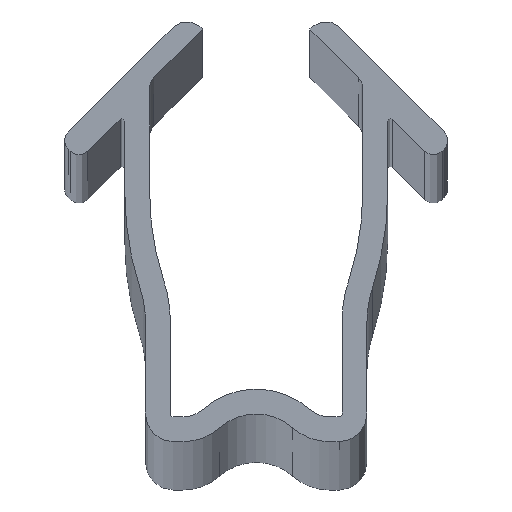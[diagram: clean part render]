
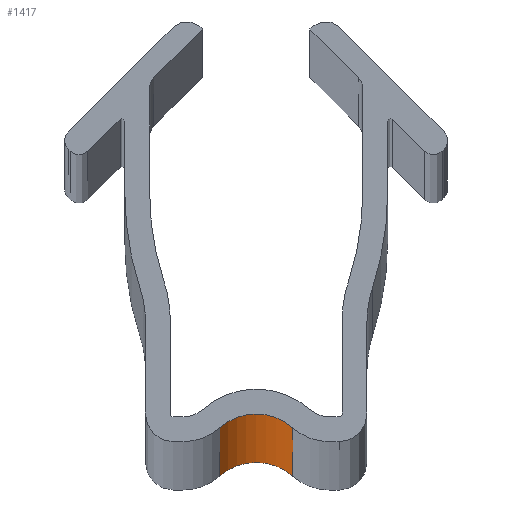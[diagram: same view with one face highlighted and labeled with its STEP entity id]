
A CAD part, top view. The second image highlights one B-rep face of the part: STEP entity #1417.
In plain terms, the highlighted cylindrical face has radius 2 mm (diameter 4 mm), a partial arc.
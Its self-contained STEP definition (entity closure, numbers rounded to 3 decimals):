
#141 = DIRECTION ( 'NONE',  ( 0., 0., -1. ) ) ;
#165 = VECTOR ( 'NONE', #1683, 1000. ) ;
#235 = ORIENTED_EDGE ( 'NONE', *, *, #1801, .F. ) ;
#248 = FACE_OUTER_BOUND ( 'NONE', #362, .T. ) ;
#254 = AXIS2_PLACEMENT_3D ( 'NONE', #994, #421, #1589 ) ;
#301 = ORIENTED_EDGE ( 'NONE', *, *, #428, .F. ) ;
#317 = CARTESIAN_POINT ( 'NONE',  ( 1.323, 0.5, -1000. ) ) ;
#359 = CARTESIAN_POINT ( 'NONE',  ( 0., -1., 0. ) ) ;
#360 = LINE ( 'NONE', #703, #494 ) ;
#362 = EDGE_LOOP ( 'NONE', ( #1084, #709, #301, #235 ) ) ;
#419 = EDGE_CURVE ( 'NONE', #657, #473, #360, .T. ) ;
#421 = DIRECTION ( 'NONE',  ( 0., 0., -1. ) ) ;
#428 = EDGE_CURVE ( 'NONE', #1312, #1501, #705, .T. ) ;
#473 = VERTEX_POINT ( 'NONE', #570 ) ;
#494 = VECTOR ( 'NONE', #845, 1000. ) ;
#526 = EDGE_CURVE ( 'NONE', #657, #1501, #542, .T. ) ;
#542 = CIRCLE ( 'NONE', #254, 2. ) ;
#570 = CARTESIAN_POINT ( 'NONE',  ( -1.323, 0.5, 0. ) ) ;
#657 = VERTEX_POINT ( 'NONE', #1595 ) ;
#703 = CARTESIAN_POINT ( 'NONE',  ( -1.323, 0.5, -1000. ) ) ;
#705 = LINE ( 'NONE', #1412, #165 ) ;
#709 = ORIENTED_EDGE ( 'NONE', *, *, #526, .T. ) ;
#845 = DIRECTION ( 'NONE',  ( 0., 0., 1. ) ) ;
#849 = CARTESIAN_POINT ( 'NONE',  ( 0., -1., -1000. ) ) ;
#863 = AXIS2_PLACEMENT_3D ( 'NONE', #359, #1069, #1376 ) ;
#990 = CYLINDRICAL_SURFACE ( 'NONE', #1725, 2. ) ;
#994 = CARTESIAN_POINT ( 'NONE',  ( 0., -1., -1000. ) ) ;
#1069 = DIRECTION ( 'NONE',  ( 0., 0., -1. ) ) ;
#1084 = ORIENTED_EDGE ( 'NONE', *, *, #419, .F. ) ;
#1227 = CARTESIAN_POINT ( 'NONE',  ( 1.323, 0.5, 0. ) ) ;
#1312 = VERTEX_POINT ( 'NONE', #1227 ) ;
#1376 = DIRECTION ( 'NONE',  ( -1., 0., 0. ) ) ;
#1412 = CARTESIAN_POINT ( 'NONE',  ( 1.323, 0.5, -1000. ) ) ;
#1417 = ADVANCED_FACE ( 'NONE', ( #248 ), #990, .F. ) ;
#1501 = VERTEX_POINT ( 'NONE', #317 ) ;
#1589 = DIRECTION ( 'NONE',  ( -1., 0., 0. ) ) ;
#1595 = CARTESIAN_POINT ( 'NONE',  ( -1.323, 0.5, -1000. ) ) ;
#1683 = DIRECTION ( 'NONE',  ( 0., 0., -1. ) ) ;
#1725 = AXIS2_PLACEMENT_3D ( 'NONE', #849, #141, #1836 ) ;
#1768 = CIRCLE ( 'NONE', #863, 2. ) ;
#1801 = EDGE_CURVE ( 'NONE', #473, #1312, #1768, .T. ) ;
#1836 = DIRECTION ( 'NONE',  ( -1., 0., 0. ) ) ;
